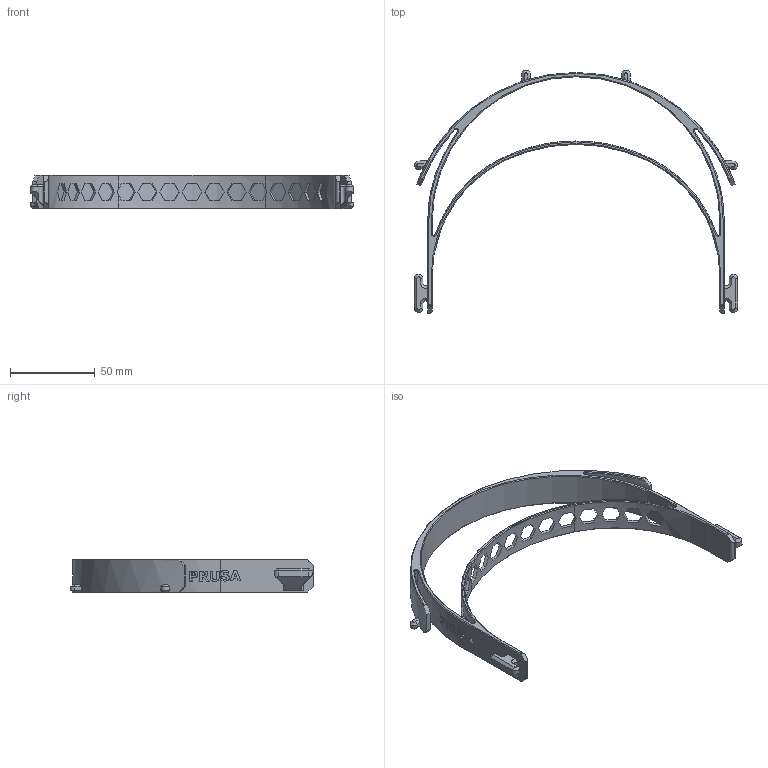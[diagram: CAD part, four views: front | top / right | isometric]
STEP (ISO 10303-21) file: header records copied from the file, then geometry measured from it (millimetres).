
FILE_DESCRIPTION(/* description */ (''),/* implementation_level */ '2;1');
FILE_NAME(/* name */ 'COVID19_SHIELD_RC2.stp',/* time_stamp */ '2020-03-24T13:52:44+01:00',/* author */ ('krout'),/* organization */ (''),/* preprocessor_version */ 'ST-DEVELOPER v17.2',/* originating_system */ 'Autodesk Inventor 2019',/* authorisation */ '');
FILE_SCHEMA (('AUTOMOTIVE_DESIGN { 1 0 10303 214 3 1 1 }'));
Length unit declared in the file: millimetre
Products named in the file (1): slotíky
Bounding box: 191.02 x 143.77 x 20 mm (x, y, z)
Volume: 36853.7 mm3; surface area: 29989.9 mm2
Topology: 1 solids, 1 shells, 481 faces, 1307 edges, 850 vertices
Faces by surface type: plane 278, bspline 109, cone 51, cylinder 43
Full cylindrical faces by diameter (mm): 1 x4
Entity records: 16725 total; most frequent: CARTESIAN_POINT 4936, ORIENTED_EDGE 2614, DIRECTION 2208, EDGE_CURVE 1307, VERTEX_POINT 850, AXIS2_PLACEMENT_3D 764, LINE 680, VECTOR 680
